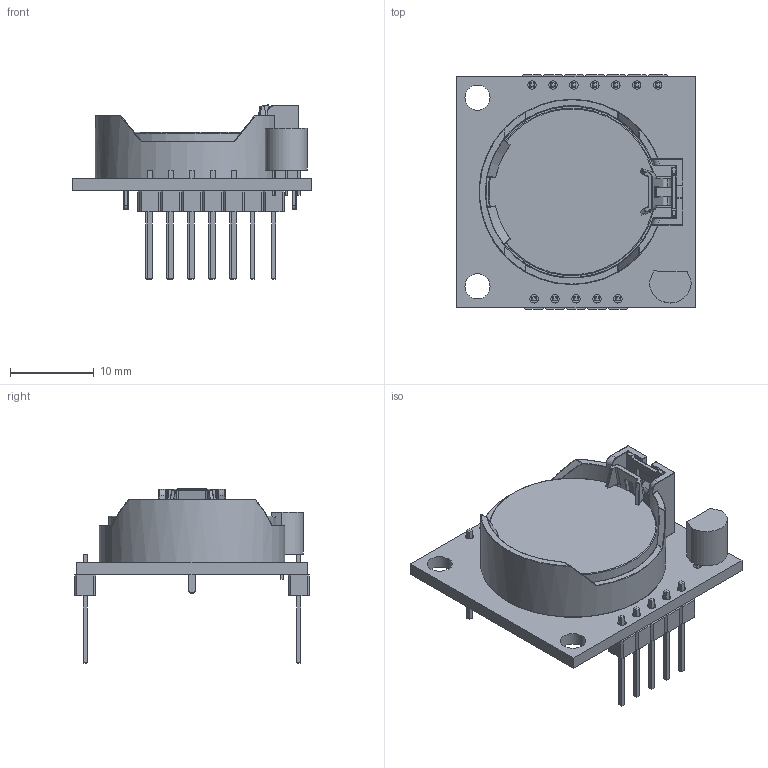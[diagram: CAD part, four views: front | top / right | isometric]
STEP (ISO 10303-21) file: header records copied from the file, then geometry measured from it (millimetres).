
FILE_DESCRIPTION(/* description */ ('Módulo RTC DS1307'),/* implementation_level */ '2;1');
FILE_NAME(/* name */ '88C32.stp',/* time_stamp */ '2020-06-05T12:09:48-03:00',/* author */ ('helvi'),/* organization */ (''),/* preprocessor_version */ 'ST-DEVELOPER v18',/* originating_system */ 'Autodesk Inventor 2020',/* authorisation */ '');
FILE_SCHEMA (('AUTOMOTIVE_DESIGN { 1 0 10303 214 3 1 1 }'));
Products named in the file (7): 88C32; 01; 02; 03; 04; 05; 06
Assembly tree (6 placements, depth 2):
  88C32
    01
    02
    03
    04
    05
    06
Bounding box: 28.5 x 28 x 20.76 mm (x, y, z)
Volume: 3351.2 mm3; surface area: 5224.2 mm2
Topology: 8 solids, 8 shells, 1496 faces, 3563 edges, 2088 vertices
Faces by surface type: plane 526, cylinder 449, bspline 244, torus 189, sphere 86, cone 2
Full cylindrical faces by diameter (mm): 1 x15, 1.25 x3, 3 x6, 17.7 x1, 20 x1
Entity records: 54456 total; most frequent: CARTESIAN_POINT 18997, ORIENTED_EDGE 7066, DIRECTION 7029, EDGE_CURVE 3533, AXIS2_PLACEMENT_3D 2647, VERTEX_POINT 2086, LINE 1735, VECTOR 1735
